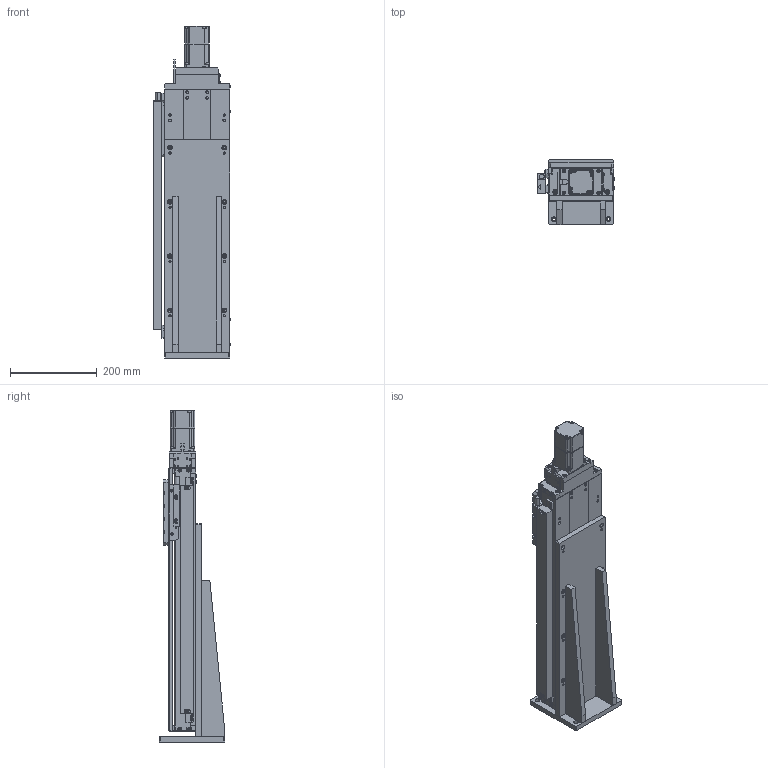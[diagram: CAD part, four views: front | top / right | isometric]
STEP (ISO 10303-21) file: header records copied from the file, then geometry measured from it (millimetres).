
FILE_DESCRIPTION (( 'STEP AP203' ), '1' );
FILE_NAME ('KA400-Z(AP203).STEP', '2023-06-19T07:46:04', ( '' ), ( '' ), 'SwSTEP 2.0', 'SolidWorks 2017', '' );
FILE_SCHEMA (( 'CONFIG_CONTROL_DESIGN' ));
Products named in the file (1): KA400-Z(AP203)
Bounding box: 176.2 x 150 x 764.5 mm (x, y, z)
Surface area: 857329.5 mm2 (no closed solid volume)
Topology: 0 solids, 135 shells, 1346 faces, 4541 edges, 3243 vertices
Faces by surface type: plane 703, cylinder 379, torus 92, bspline 68, sphere 56, cone 48
Entity records: 53988 total; most frequent: CARTESIAN_POINT 14164, DIRECTION 8617, ORIENTED_EDGE 6996, EDGE_CURVE 4493, VERTEX_POINT 3243, AXIS2_PLACEMENT_3D 3004, LINE 2609, VECTOR 2609
